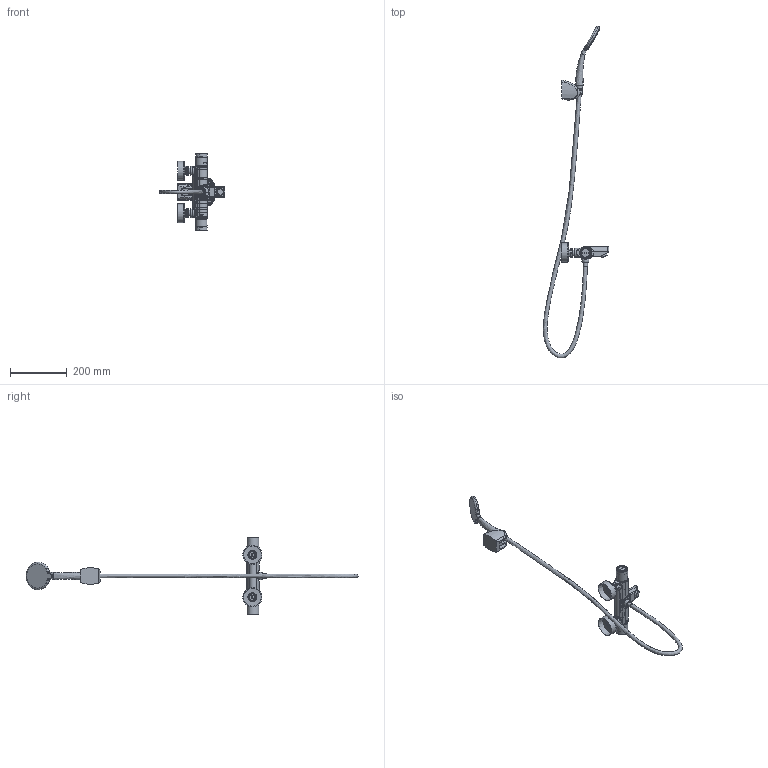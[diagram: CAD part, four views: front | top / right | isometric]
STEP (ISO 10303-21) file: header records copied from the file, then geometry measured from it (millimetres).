
FILE_DESCRIPTION (( 'STEP AP203' ), '1' );
FILE_NAME ('96CP02566.STEP', '2021-01-27T11:56:48', ( '' ), ( '' ), 'SwSTEP 2.0', 'SolidWorks 2018', '' );
FILE_SCHEMA (( 'CONFIG_CONTROL_DESIGN' ));
Length unit declared in the file: millimetre
Products named in the file (1): 96CP02566
Bounding box: 230.24 x 1170.35 x 274.14 mm (x, y, z)
Volume: 728283 mm3; surface area: 278904.5 mm2
Topology: 85 solids, 85 shells, 1056 faces, 2328 edges, 1524 vertices
Faces by surface type: plane 458, cylinder 368, bspline 137, cone 61, torus 25, sphere 7
Full cylindrical faces by diameter (mm): 3 x8, 4 x80, 4.5 x1, 4.8 x2, 5.8 x9, 6 x1, 8.8 x1, 9.8 x1, 10 x1, 11 x2, 14 x1, 15 x6, 15.6 x1, 16 x1, 16.2 x2, 17 x1, 17.8 x1, 18 x2, 18.2 x2, 18.4 x1, 18.5 x2, 18.8 x2, 20 x3, 20.5 x2, 20.8 x3, 21 x3, 21.3 x1, 22.5 x3, 23 x2, 24 x3
Entity records: 49613 total; most frequent: CARTESIAN_POINT 29587, ORIENTED_EDGE 3884, DIRECTION 3711, EDGE_CURVE 1942, AXIS2_PLACEMENT_3D 1550, EDGE_LOOP 1434, VERTEX_POINT 1418, FACE_OUTER_BOUND 1242
